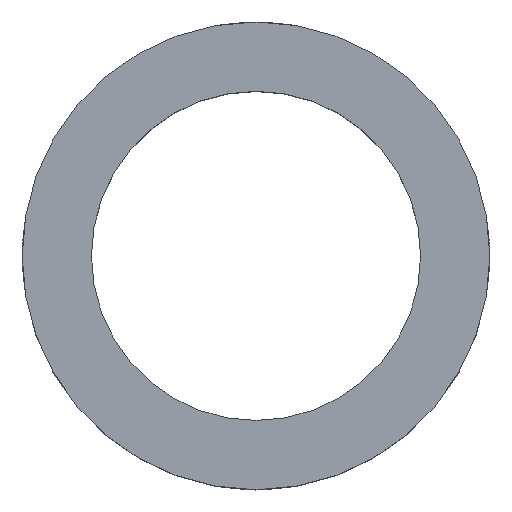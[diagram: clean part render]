
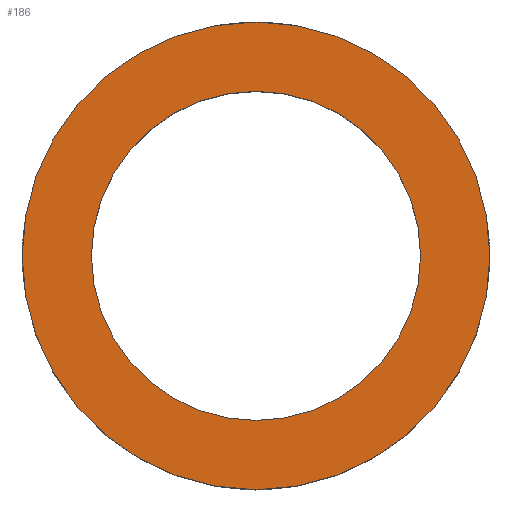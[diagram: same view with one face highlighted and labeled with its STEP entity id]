
A CAD part, top view. The second image highlights one B-rep face of the part: STEP entity #186.
In plain terms, the highlighted planar face has unit normal (0, 0, 1).
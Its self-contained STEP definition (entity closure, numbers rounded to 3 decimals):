
#145=CARTESIAN_POINT('Axis2P3D Location',(0.,0.,-239.636)) ;
#150=CARTESIAN_POINT('Axis2P3D Location',(-2.124,-12.176,-239.636)) ;
#154=CARTESIAN_POINT('Vertex',(-29.124,-12.176,-239.636)) ;
#156=CARTESIAN_POINT('Vertex',(24.876,-12.176,-239.636)) ;
#159=CARTESIAN_POINT('Axis2P3D Location',(-2.124,-12.176,-239.636)) ;
#168=CARTESIAN_POINT('Axis2P3D Location',(-2.124,-12.176,-239.636)) ;
#172=CARTESIAN_POINT('Vertex',(16.876,-12.176,-239.636)) ;
#174=CARTESIAN_POINT('Vertex',(-21.124,-12.176,-239.636)) ;
#177=CARTESIAN_POINT('Axis2P3D Location',(-2.124,-12.176,-239.636)) ;
#146=DIRECTION('Axis2P3D Direction',(0.,0.,-1.)) ;
#147=DIRECTION('Axis2P3D XDirection',(1.,0.,0.)) ;
#151=DIRECTION('Axis2P3D Direction',(0.,0.,-1.)) ;
#160=DIRECTION('Axis2P3D Direction',(0.,0.,-1.)) ;
#169=DIRECTION('Axis2P3D Direction',(0.,0.,-1.)) ;
#178=DIRECTION('Axis2P3D Direction',(0.,0.,-1.)) ;
#148=AXIS2_PLACEMENT_3D('Plane Axis2P3D',#145,#146,#147) ;
#152=AXIS2_PLACEMENT_3D('Circle Axis2P3D',#150,#151,$) ;
#161=AXIS2_PLACEMENT_3D('Circle Axis2P3D',#159,#160,$) ;
#170=AXIS2_PLACEMENT_3D('Circle Axis2P3D',#168,#169,$) ;
#179=AXIS2_PLACEMENT_3D('Circle Axis2P3D',#177,#178,$) ;
#165=ORIENTED_EDGE('',*,*,#158,.F.) ;
#166=ORIENTED_EDGE('',*,*,#163,.F.) ;
#183=ORIENTED_EDGE('',*,*,#176,.T.) ;
#184=ORIENTED_EDGE('',*,*,#181,.T.) ;
#185=FACE_BOUND('',#182,.T.) ;
#186=ADVANCED_FACE('Corps principal',(#167,#185),#149,.F.) ;
#153=CIRCLE('generated circle',#152,27.) ;
#162=CIRCLE('generated circle',#161,27.) ;
#171=CIRCLE('generated circle',#170,19.) ;
#180=CIRCLE('generated circle',#179,19.) ;
#158=EDGE_CURVE('',#155,#157,#153,.T.) ;
#163=EDGE_CURVE('',#157,#155,#162,.T.) ;
#176=EDGE_CURVE('',#173,#175,#171,.T.) ;
#181=EDGE_CURVE('',#175,#173,#180,.T.) ;
#164=EDGE_LOOP('',(#165,#166)) ;
#182=EDGE_LOOP('',(#183,#184)) ;
#167=FACE_OUTER_BOUND('',#164,.T.) ;
#149=PLANE('Plane',#148) ;
#155=VERTEX_POINT('',#154) ;
#157=VERTEX_POINT('',#156) ;
#173=VERTEX_POINT('',#172) ;
#175=VERTEX_POINT('',#174) ;
